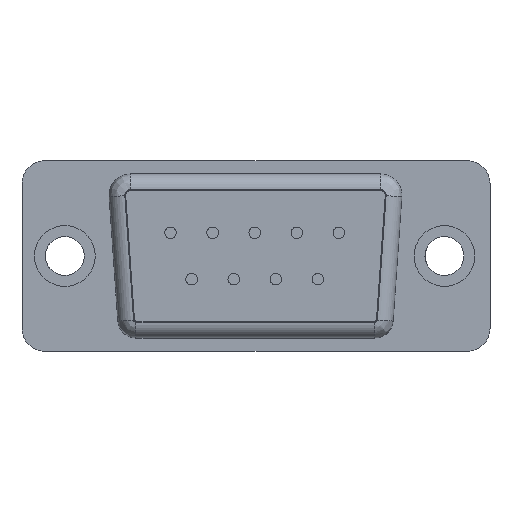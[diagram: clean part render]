
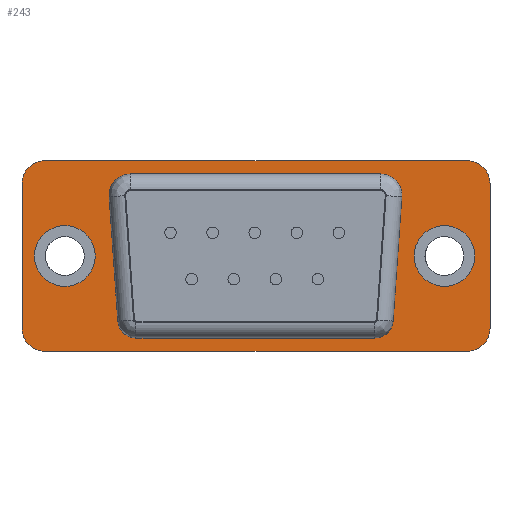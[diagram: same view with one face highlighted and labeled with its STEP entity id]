
A CAD part, front view. The second image highlights one B-rep face of the part: STEP entity #243.
In plain terms, the highlighted planar face has unit normal (0, -1, 0).
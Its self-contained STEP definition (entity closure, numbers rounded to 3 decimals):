
#58=CARTESIAN_POINT('',(0.,0.,0.));
#59=DIRECTION('',(0.,0.,1.));
#60=DIRECTION('',(0.,-1.,0.));
#61=AXIS2_PLACEMENT_3D('',#58,#60,#59);
#62=PLANE('',#61);
#63=CARTESIAN_POINT('',(15.405,0.,-4.775));
#64=VERTEX_POINT('',#63);
#65=CARTESIAN_POINT('',(15.405,0.,4.775));
#66=VERTEX_POINT('',#65);
#67=CARTESIAN_POINT('',(15.405,0.,-4.775));
#68=DIRECTION('',(0.,0.,1.));
#69=VECTOR('',#68,9.55);
#70=LINE('',#67,#69);
#71=EDGE_CURVE('',#64,#66,#70,.T.);
#72=ORIENTED_EDGE('',*,*,#71,.T.);
#73=CARTESIAN_POINT('',(13.905,0.,6.275));
#74=VERTEX_POINT('',#73);
#75=CARTESIAN_POINT('',(13.905,0.,4.775));
#76=DIRECTION('',(1.,0.,0.));
#77=DIRECTION('',(-0.,-1.,0.));
#78=AXIS2_PLACEMENT_3D('',#75,#77,#76);
#79=CIRCLE('',#78,1.5);
#80=EDGE_CURVE('',#66,#74,#79,.T.);
#81=ORIENTED_EDGE('',*,*,#80,.T.);
#82=CARTESIAN_POINT('',(-13.905,0.,6.275));
#83=VERTEX_POINT('',#82);
#84=CARTESIAN_POINT('',(13.905,0.,6.275));
#85=DIRECTION('',(-1.,0.,0.));
#86=VECTOR('',#85,27.81);
#87=LINE('',#84,#86);
#88=EDGE_CURVE('',#74,#83,#87,.T.);
#89=ORIENTED_EDGE('',*,*,#88,.T.);
#90=CARTESIAN_POINT('',(-15.405,0.,4.775));
#91=VERTEX_POINT('',#90);
#92=CARTESIAN_POINT('',(-13.905,0.,4.775));
#93=DIRECTION('',(0.,0.,1.));
#94=DIRECTION('',(0.,-1.,-0.));
#95=AXIS2_PLACEMENT_3D('',#92,#94,#93);
#96=CIRCLE('',#95,1.5);
#97=EDGE_CURVE('',#83,#91,#96,.T.);
#98=ORIENTED_EDGE('',*,*,#97,.T.);
#99=CARTESIAN_POINT('',(-15.405,0.,-4.775));
#100=VERTEX_POINT('',#99);
#101=CARTESIAN_POINT('',(-15.405,0.,4.775));
#102=DIRECTION('',(0.,0.,-1.));
#103=VECTOR('',#102,9.55);
#104=LINE('',#101,#103);
#105=EDGE_CURVE('',#91,#100,#104,.T.);
#106=ORIENTED_EDGE('',*,*,#105,.T.);
#107=CARTESIAN_POINT('',(-13.905,0.,-6.275));
#108=VERTEX_POINT('',#107);
#109=CARTESIAN_POINT('',(-13.905,0.,-4.775));
#110=DIRECTION('',(-1.,0.,0.));
#111=DIRECTION('',(0.,-1.,0.));
#112=AXIS2_PLACEMENT_3D('',#109,#111,#110);
#113=CIRCLE('',#112,1.5);
#114=EDGE_CURVE('',#100,#108,#113,.T.);
#115=ORIENTED_EDGE('',*,*,#114,.T.);
#116=CARTESIAN_POINT('',(13.905,0.,-6.275));
#117=VERTEX_POINT('',#116);
#118=CARTESIAN_POINT('',(-13.905,0.,-6.275));
#119=DIRECTION('',(1.,0.,0.));
#120=VECTOR('',#119,27.81);
#121=LINE('',#118,#120);
#122=EDGE_CURVE('',#108,#117,#121,.T.);
#123=ORIENTED_EDGE('',*,*,#122,.T.);
#124=CARTESIAN_POINT('',(13.905,0.,-4.775));
#125=DIRECTION('',(0.,0.,-1.));
#126=DIRECTION('',(0.,-1.,0.));
#127=AXIS2_PLACEMENT_3D('',#124,#126,#125);
#128=CIRCLE('',#127,1.5);
#129=EDGE_CURVE('',#117,#64,#128,.T.);
#130=ORIENTED_EDGE('',*,*,#129,.T.);
#131=EDGE_LOOP('',(#72,#81,#89,#98,#106,#115,#123,#130));
#132=FACE_OUTER_BOUND('',#131,.T.);
#133=CARTESIAN_POINT('',(-8.278,0.,5.4));
#134=VERTEX_POINT('',#133);
#135=CARTESIAN_POINT('',(8.208,0.,5.4));
#136=VERTEX_POINT('',#135);
#137=CARTESIAN_POINT('',(-8.278,0.,5.4));
#138=DIRECTION('',(1.,0.,0.));
#139=VECTOR('',#138,16.487);
#140=LINE('',#137,#139);
#141=EDGE_CURVE('',#134,#136,#140,.T.);
#142=ORIENTED_EDGE('',*,*,#141,.T.);
#143=CARTESIAN_POINT('',(9.605,0.,3.902));
#144=VERTEX_POINT('',#143);
#145=CARTESIAN_POINT('',(8.208,0.,4.));
#146=DIRECTION('',(0.,0.,1.));
#147=DIRECTION('',(0.,1.,0.));
#148=AXIS2_PLACEMENT_3D('',#145,#147,#146);
#149=CIRCLE('',#148,1.4);
#150=EDGE_CURVE('',#136,#144,#149,.T.);
#151=ORIENTED_EDGE('',*,*,#150,.T.);
#152=CARTESIAN_POINT('',(9.029,0.,-4.284));
#153=VERTEX_POINT('',#152);
#154=CARTESIAN_POINT('',(9.605,0.,3.902));
#155=DIRECTION('',(-0.07,0.,-0.998));
#156=VECTOR('',#155,8.206);
#157=LINE('',#154,#156);
#158=EDGE_CURVE('',#144,#153,#157,.T.);
#159=ORIENTED_EDGE('',*,*,#158,.T.);
#160=CARTESIAN_POINT('',(7.832,0.,-5.4));
#161=VERTEX_POINT('',#160);
#162=CARTESIAN_POINT('',(7.832,0.,-4.2));
#163=DIRECTION('',(0.998,0.,-0.07));
#164=DIRECTION('',(0.,1.,0.));
#165=AXIS2_PLACEMENT_3D('',#162,#164,#163);
#166=CIRCLE('',#165,1.2);
#167=EDGE_CURVE('',#153,#161,#166,.T.);
#168=ORIENTED_EDGE('',*,*,#167,.T.);
#169=CARTESIAN_POINT('',(-7.902,0.,-5.4));
#170=VERTEX_POINT('',#169);
#171=CARTESIAN_POINT('',(7.832,0.,-5.4));
#172=DIRECTION('',(-1.,0.,0.));
#173=VECTOR('',#172,15.734);
#174=LINE('',#171,#173);
#175=EDGE_CURVE('',#161,#170,#174,.T.);
#176=ORIENTED_EDGE('',*,*,#175,.T.);
#177=CARTESIAN_POINT('',(-9.099,0.,-4.284));
#178=VERTEX_POINT('',#177);
#179=CARTESIAN_POINT('',(-7.902,0.,-4.2));
#180=DIRECTION('',(0.,0.,-1.));
#181=DIRECTION('',(0.,1.,-0.));
#182=AXIS2_PLACEMENT_3D('',#179,#181,#180);
#183=CIRCLE('',#182,1.2);
#184=EDGE_CURVE('',#170,#178,#183,.T.);
#185=ORIENTED_EDGE('',*,*,#184,.T.);
#186=CARTESIAN_POINT('',(-9.675,0.,3.902));
#187=VERTEX_POINT('',#186);
#188=CARTESIAN_POINT('',(-9.099,0.,-4.284));
#189=DIRECTION('',(-0.07,0.,0.998));
#190=VECTOR('',#189,8.206);
#191=LINE('',#188,#190);
#192=EDGE_CURVE('',#178,#187,#191,.T.);
#193=ORIENTED_EDGE('',*,*,#192,.T.);
#194=CARTESIAN_POINT('',(-8.278,0.,4.));
#195=DIRECTION('',(-0.998,0.,-0.07));
#196=DIRECTION('',(-0.,1.,0.));
#197=AXIS2_PLACEMENT_3D('',#194,#196,#195);
#198=CIRCLE('',#197,1.4);
#199=EDGE_CURVE('',#187,#134,#198,.T.);
#200=ORIENTED_EDGE('',*,*,#199,.T.);
#201=EDGE_LOOP('',(#142,#151,#159,#168,#176,#185,#193,#200));
#202=FACE_BOUND('',#201,.T.);
#203=CARTESIAN_POINT('',(11.13,0.,0.));
#204=VERTEX_POINT('',#203);
#205=CARTESIAN_POINT('',(13.88,0.,0.));
#206=VERTEX_POINT('',#205);
#207=CARTESIAN_POINT('',(12.505,0.,0.));
#208=DIRECTION('',(-1.,0.,0.));
#209=DIRECTION('',(-0.,1.,0.));
#210=AXIS2_PLACEMENT_3D('',#207,#209,#208);
#211=CIRCLE('',#210,1.375);
#212=EDGE_CURVE('',#204,#206,#211,.T.);
#213=ORIENTED_EDGE('',*,*,#212,.T.);
#214=CARTESIAN_POINT('',(12.505,0.,0.));
#215=DIRECTION('',(1.,0.,0.));
#216=DIRECTION('',(0.,1.,0.));
#217=AXIS2_PLACEMENT_3D('',#214,#216,#215);
#218=CIRCLE('',#217,1.375);
#219=EDGE_CURVE('',#206,#204,#218,.T.);
#220=ORIENTED_EDGE('',*,*,#219,.T.);
#221=EDGE_LOOP('',(#213,#220));
#222=FACE_BOUND('',#221,.T.);
#223=CARTESIAN_POINT('',(-13.88,0.,0.));
#224=VERTEX_POINT('',#223);
#225=CARTESIAN_POINT('',(-11.13,0.,0.));
#226=VERTEX_POINT('',#225);
#227=CARTESIAN_POINT('',(-12.505,0.,0.));
#228=DIRECTION('',(-1.,0.,0.));
#229=DIRECTION('',(-0.,1.,0.));
#230=AXIS2_PLACEMENT_3D('',#227,#229,#228);
#231=CIRCLE('',#230,1.375);
#232=EDGE_CURVE('',#224,#226,#231,.T.);
#233=ORIENTED_EDGE('',*,*,#232,.T.);
#234=CARTESIAN_POINT('',(-12.505,0.,0.));
#235=DIRECTION('',(1.,0.,0.));
#236=DIRECTION('',(0.,1.,0.));
#237=AXIS2_PLACEMENT_3D('',#234,#236,#235);
#238=CIRCLE('',#237,1.375);
#239=EDGE_CURVE('',#226,#224,#238,.T.);
#240=ORIENTED_EDGE('',*,*,#239,.T.);
#241=EDGE_LOOP('',(#233,#240));
#242=FACE_BOUND('',#241,.T.);
#243=ADVANCED_FACE('',(#132,#202,#222,#242),#62,.T.);
